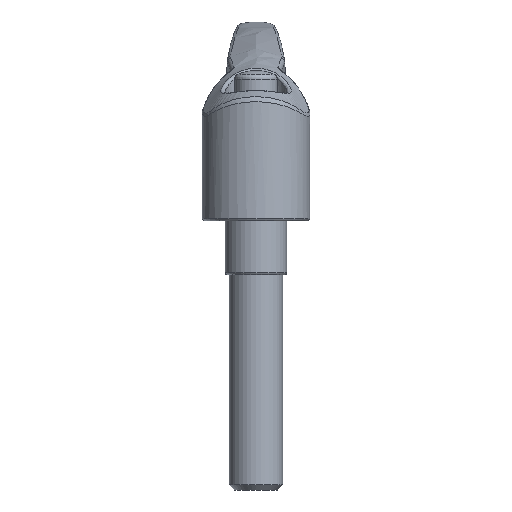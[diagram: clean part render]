
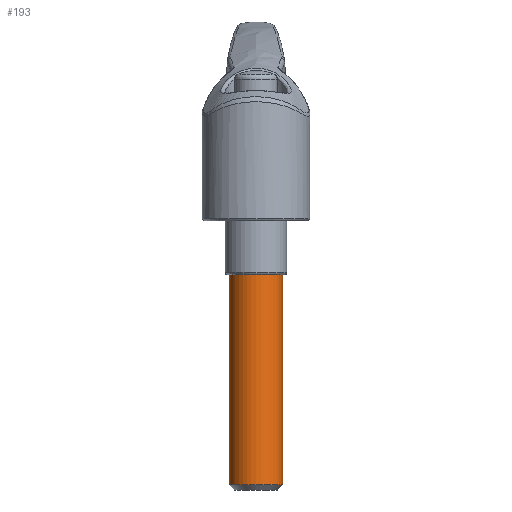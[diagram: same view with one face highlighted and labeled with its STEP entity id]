
A CAD part, front view. The second image highlights one B-rep face of the part: STEP entity #193.
In plain terms, the highlighted cylindrical face has radius 5 mm (diameter 10 mm), a full revolution.
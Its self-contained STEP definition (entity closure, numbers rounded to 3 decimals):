
#193 = ADVANCED_FACE( '', ( #415, #416 ), #417, .T. );
#415 = FACE_OUTER_BOUND( '', #2999, .T. );
#416 = FACE_OUTER_BOUND( '', #3000, .T. );
#417 = CYLINDRICAL_SURFACE( '', #3001, 5. );
#2999 = EDGE_LOOP( '', ( #5551 ) );
#3000 = EDGE_LOOP( '', ( #5552 ) );
#3001 = AXIS2_PLACEMENT_3D( '', #5553, #5554, #5555 );
#5551 = ORIENTED_EDGE( '', *, *, #5863, .T. );
#5552 = ORIENTED_EDGE( '', *, *, #5889, .T. );
#5553 = CARTESIAN_POINT( '', ( 0., 0., -50. ) );
#5554 = DIRECTION( '', ( 0., 0., -1. ) );
#5555 = DIRECTION( '', ( 1., 0., 0. ) );
#5863 = EDGE_CURVE( '', #6175, #6175, #6176, .F. );
#5889 = EDGE_CURVE( '', #6209, #6209, #6210, .F. );
#6175 = VERTEX_POINT( '', #8204 );
#6176 = CIRCLE( '', #8205, 5. );
#6209 = VERTEX_POINT( '', #8333 );
#6210 = CIRCLE( '', #8334, 5. );
#8204 = CARTESIAN_POINT( '', ( -5., 0., -49. ) );
#8205 = AXIS2_PLACEMENT_3D( '', #9314, #9315, #9316 );
#8333 = CARTESIAN_POINT( '', ( 5., 0., -10. ) );
#8334 = AXIS2_PLACEMENT_3D( '', #9339, #9340, #9341 );
#9314 = CARTESIAN_POINT( '', ( 0., 0., -49. ) );
#9315 = DIRECTION( '', ( 0., 0., -1. ) );
#9316 = DIRECTION( '', ( -1., 0., 0. ) );
#9339 = CARTESIAN_POINT( '', ( 0., 0., -10. ) );
#9340 = DIRECTION( '', ( 0., 0., 1. ) );
#9341 = DIRECTION( '', ( 1., 0., 0. ) );
